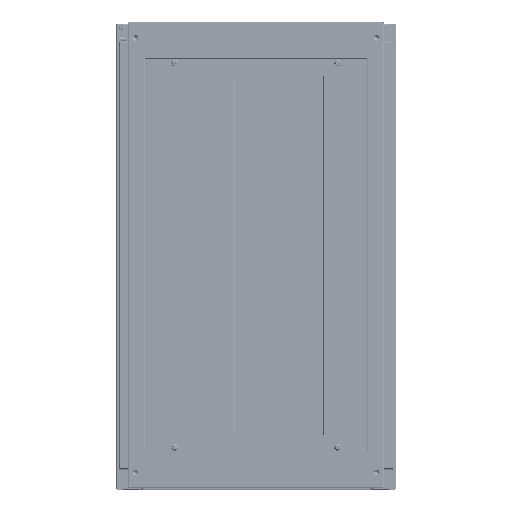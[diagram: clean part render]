
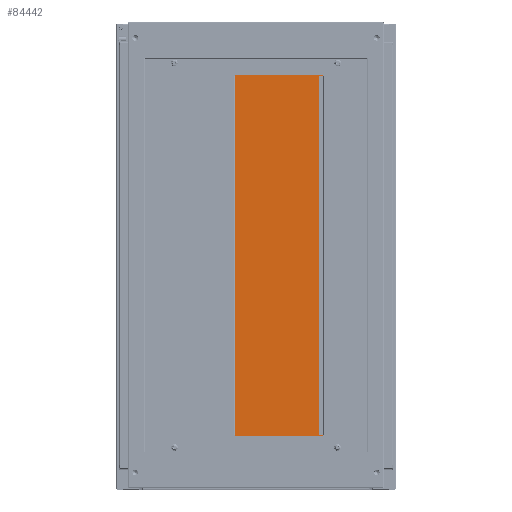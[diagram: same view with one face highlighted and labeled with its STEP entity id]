
A CAD part, top view. The second image highlights one B-rep face of the part: STEP entity #84442.
In plain terms, the highlighted face is planar.
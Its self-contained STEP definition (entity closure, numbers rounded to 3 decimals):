
#34022 = LINE ( 'NONE', #39265, #34023 ) ;
#34023 = VECTOR ( 'NONE', #39283, 1000. ) ;
#34026 = VECTOR ( 'NONE', #39291, 1000. ) ;
#34028 = LINE ( 'NONE', #39273, #34033 ) ;
#34030 = LINE ( 'NONE', #39289, #34026 ) ;
#34031 = LINE ( 'NONE', #39300, #34037 ) ;
#34032 = LINE ( 'NONE', #39296, #34035 ) ;
#34033 = VECTOR ( 'NONE', #39294, 1000. ) ;
#34034 = LINE ( 'NONE', #39305, #34039 ) ;
#34035 = VECTOR ( 'NONE', #39298, 1000. ) ;
#34036 = LINE ( 'NONE', #39308, #34041 ) ;
#34037 = VECTOR ( 'NONE', #39303, 1000. ) ;
#34038 = VECTOR ( 'NONE', #39317, 1000. ) ;
#34039 = VECTOR ( 'NONE', #39307, 1000. ) ;
#34040 = LINE ( 'NONE', #39315, #34038 ) ;
#34041 = VECTOR ( 'NONE', #39311, 1000. ) ;
#39265 = CARTESIAN_POINT ( 'NONE',  ( -400., 99., 1.5 ) ) ;
#39273 = CARTESIAN_POINT ( 'NONE',  ( -400., -99., 1.5 ) ) ;
#39283 = DIRECTION ( 'NONE',  ( -1., 0., 0. ) ) ;
#39289 = CARTESIAN_POINT ( 'NONE',  ( -400., 99., 1.5 ) ) ;
#39291 = DIRECTION ( 'NONE',  ( 0., -1., 0. ) ) ;
#39294 = DIRECTION ( 'NONE',  ( 1., 0., 0. ) ) ;
#39296 = CARTESIAN_POINT ( 'NONE',  ( 385., -98., 1.5 ) ) ;
#39298 = DIRECTION ( 'NONE',  ( 0., -1., 0. ) ) ;
#39300 = CARTESIAN_POINT ( 'NONE',  ( 385., -97.99, 1.5 ) ) ;
#39303 = DIRECTION ( 'NONE',  ( -1., 0., 0. ) ) ;
#39305 = CARTESIAN_POINT ( 'NONE',  ( 400., 99., 1.5 ) ) ;
#39307 = DIRECTION ( 'NONE',  ( 0., 1., 0. ) ) ;
#39308 = CARTESIAN_POINT ( 'NONE',  ( -400., -99., 1.5 ) ) ;
#39311 = DIRECTION ( 'NONE',  ( 1., 0., 0. ) ) ;
#39315 = CARTESIAN_POINT ( 'NONE',  ( -385., -98., 1.5 ) ) ;
#39317 = DIRECTION ( 'NONE',  ( 0., -1., 0. ) ) ;
#61395 = CARTESIAN_POINT ( 'NONE',  ( -385., -97.99, 1.5 ) ) ;
#61425 = CARTESIAN_POINT ( 'NONE',  ( 385., -97.99, 1.5 ) ) ;
#61432 = CARTESIAN_POINT ( 'NONE',  ( 385., -99., 1.5 ) ) ;
#62003 = CARTESIAN_POINT ( 'NONE',  ( -385., -99., 1.5 ) ) ;
#62013 = CARTESIAN_POINT ( 'NONE',  ( -400., -99., 1.5 ) ) ;
#62020 = CARTESIAN_POINT ( 'NONE',  ( -400., 99., 1.5 ) ) ;
#62027 = CARTESIAN_POINT ( 'NONE',  ( 400., 99., 1.5 ) ) ;
#62030 = CARTESIAN_POINT ( 'NONE',  ( 400., -99., 1.5 ) ) ;
#64313 = CARTESIAN_POINT ( 'NONE',  ( -400., -99., 1.5 ) ) ;
#64321 = PLANE ( 'NONE',  #67570 ) ;
#64330 = DIRECTION ( 'NONE',  ( 0., 0., 1. ) ) ;
#64331 = DIRECTION ( 'NONE',  ( 1., 0., 0. ) ) ;
#67570 = AXIS2_PLACEMENT_3D ( 'NONE', #64313, #64330, #64331 ) ;
#68796 = FACE_OUTER_BOUND ( 'NONE', #142198, .T. ) ;
#84442 = ADVANCED_FACE ( 'NONE', ( #68796 ), #64321, .T. ) ;
#104396 = EDGE_CURVE ( 'NONE', #126710, #126708, #34022, .T. ) ;
#104403 = EDGE_CURVE ( 'NONE', #126708, #126704, #34030, .T. ) ;
#104406 = EDGE_CURVE ( 'NONE', #126382, #126712, #34028, .T. ) ;
#104409 = EDGE_CURVE ( 'NONE', #126378, #126382, #34032, .T. ) ;
#104413 = EDGE_CURVE ( 'NONE', #126378, #126357, #34031, .T. ) ;
#104416 = EDGE_CURVE ( 'NONE', #126712, #126710, #34034, .T. ) ;
#104418 = EDGE_CURVE ( 'NONE', #126704, #126700, #34036, .T. ) ;
#104423 = EDGE_CURVE ( 'NONE', #126357, #126700, #34040, .T. ) ;
#120443 = ORIENTED_EDGE ( 'NONE', *, *, #104413, .F. ) ;
#120446 = ORIENTED_EDGE ( 'NONE', *, *, #104409, .T. ) ;
#120449 = ORIENTED_EDGE ( 'NONE', *, *, #104406, .T. ) ;
#120452 = ORIENTED_EDGE ( 'NONE', *, *, #104416, .T. ) ;
#120455 = ORIENTED_EDGE ( 'NONE', *, *, #104396, .T. ) ;
#120458 = ORIENTED_EDGE ( 'NONE', *, *, #104403, .T. ) ;
#120461 = ORIENTED_EDGE ( 'NONE', *, *, #104418, .T. ) ;
#120464 = ORIENTED_EDGE ( 'NONE', *, *, #104423, .F. ) ;
#126357 = VERTEX_POINT ( 'NONE', #61395 ) ;
#126378 = VERTEX_POINT ( 'NONE', #61425 ) ;
#126382 = VERTEX_POINT ( 'NONE', #61432 ) ;
#126700 = VERTEX_POINT ( 'NONE', #62003 ) ;
#126704 = VERTEX_POINT ( 'NONE', #62013 ) ;
#126708 = VERTEX_POINT ( 'NONE', #62020 ) ;
#126710 = VERTEX_POINT ( 'NONE', #62027 ) ;
#126712 = VERTEX_POINT ( 'NONE', #62030 ) ;
#142198 = EDGE_LOOP ( 'NONE', ( #120443, #120446, #120449, #120452, #120455, #120458, #120461, #120464 ) ) ;
